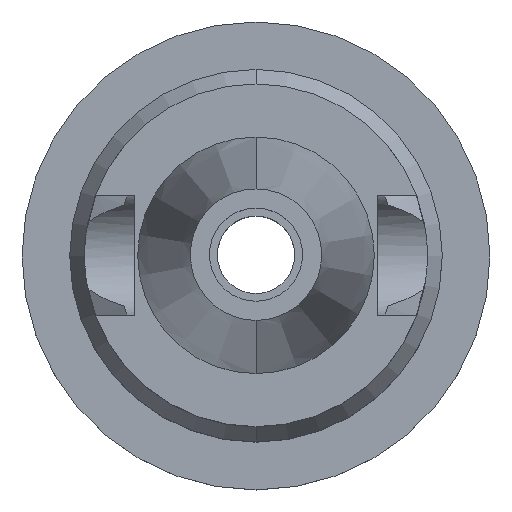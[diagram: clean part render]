
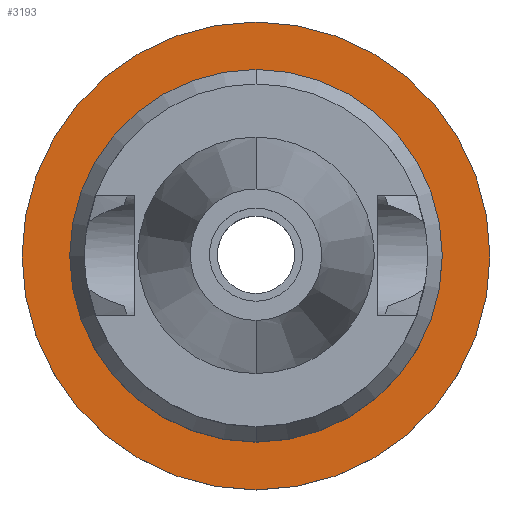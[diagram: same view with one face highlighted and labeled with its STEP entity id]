
A CAD part, top view. The second image highlights one B-rep face of the part: STEP entity #3193.
In plain terms, the highlighted planar face has unit normal (0, 0, 1).
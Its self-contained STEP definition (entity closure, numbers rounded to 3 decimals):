
#767=CARTESIAN_POINT('',(0.,0.,-51.5));
#768=DIRECTION('',(0.,0.,-1.));
#769=DIRECTION('',(0.,-1.,0.));
#770=AXIS2_PLACEMENT_3D('',#767,#768,#769);
#775=CARTESIAN_POINT('',(0.,0.,-51.5));
#776=DIRECTION('',(0.,0.,-1.));
#777=DIRECTION('',(0.,1.,0.));
#778=AXIS2_PLACEMENT_3D('',#775,#776,#777);
#783=CARTESIAN_POINT('',(0.,0.,-51.5));
#784=DIRECTION('',(0.,0.,1.));
#785=DIRECTION('',(0.,-1.,0.));
#786=AXIS2_PLACEMENT_3D('',#783,#784,#785);
#791=CARTESIAN_POINT('',(0.,0.,-51.5));
#792=DIRECTION('',(0.,0.,1.));
#793=DIRECTION('',(0.,1.,0.));
#794=AXIS2_PLACEMENT_3D('',#791,#792,#793);
#2471=CARTESIAN_POINT('',(0.,31.4,-51.5));
#2472=VERTEX_POINT('',#2471);
#2473=CARTESIAN_POINT('',(0.,-31.4,-51.5));
#2474=VERTEX_POINT('',#2473);
#2475=CARTESIAN_POINT('',(0.,-23.75,-51.5));
#2476=CARTESIAN_POINT('',(0.,23.75,-51.5));
#2477=VERTEX_POINT('',#2475);
#2478=VERTEX_POINT('',#2476);
#3178=CARTESIAN_POINT('',(0.,0.,-51.5));
#3179=DIRECTION('',(0.,0.,-1.));
#3180=DIRECTION('',(0.,-1.,0.));
#3181=AXIS2_PLACEMENT_3D('',#3178,#3179,#3180);
#3182=PLANE('',#3181);
#3184=ORIENTED_EDGE('',*,*,#3183,.T.);
#3186=ORIENTED_EDGE('',*,*,#3185,.T.);
#3187=EDGE_LOOP('',(#3184,#3186));
#3188=FACE_OUTER_BOUND('',#3187,.F.);
#3189=ORIENTED_EDGE('',*,*,#3171,.T.);
#3190=ORIENTED_EDGE('',*,*,#3160,.T.);
#3191=EDGE_LOOP('',(#3189,#3190));
#3192=FACE_BOUND('',#3191,.F.);
#771=CIRCLE('',#770,31.4);
#779=CIRCLE('',#778,31.4);
#787=CIRCLE('',#786,23.75);
#795=CIRCLE('',#794,23.75);
#3160=EDGE_CURVE('',#2478,#2477,#795,.T.);
#3171=EDGE_CURVE('',#2477,#2478,#787,.T.);
#3183=EDGE_CURVE('',#2474,#2472,#771,.T.);
#3185=EDGE_CURVE('',#2472,#2474,#779,.T.);
#3193=ADVANCED_FACE('',(#3188,#3192),#3182,.F.);
